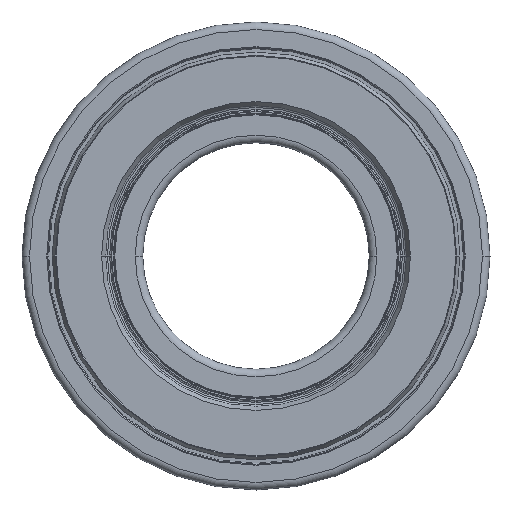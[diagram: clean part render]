
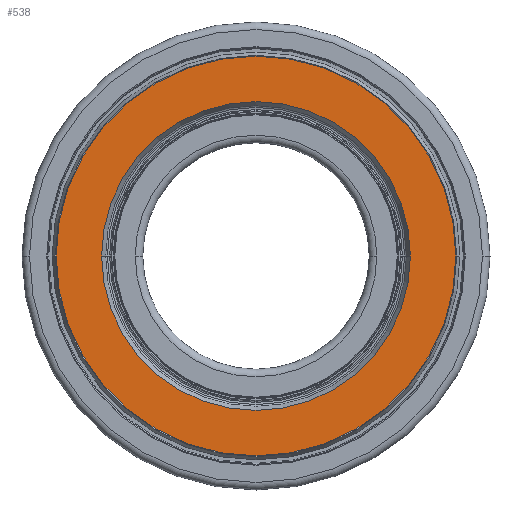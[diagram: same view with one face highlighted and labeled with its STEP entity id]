
A CAD part, left-side view. The second image highlights one B-rep face of the part: STEP entity #538.
In plain terms, the highlighted planar face has unit normal (-1, 0, 0).
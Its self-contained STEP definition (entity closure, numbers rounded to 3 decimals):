
#538=ADVANCED_FACE('',(#1233,#1234),#1235,.F.);
#1233=FACE_OUTER_BOUND('',#2085,.T.);
#1234=FACE_BOUND('',#2086,.T.);
#1235=PLANE('',#2087);
#2085=EDGE_LOOP('',(#3585,#3586));
#2086=EDGE_LOOP('',(#3587,#3588));
#2087=AXIS2_PLACEMENT_3D('',#3589,#3590,#3591);
#3585=ORIENTED_EDGE('',*,*,#5254,.T.);
#3586=ORIENTED_EDGE('',*,*,#5252,.T.);
#3587=ORIENTED_EDGE('',*,*,#5255,.F.);
#3588=ORIENTED_EDGE('',*,*,#5256,.T.);
#3589=CARTESIAN_POINT('',(-7.626,0.0,0.));
#3590=DIRECTION('',(1.0,0.0,0.));
#3591=DIRECTION('',(0.0,-1.0,0.0));
#5252=EDGE_CURVE('',#6280,#6282,#6284,.T.);
#5254=EDGE_CURVE('',#6282,#6280,#6286,.T.);
#5255=EDGE_CURVE('',#6287,#6288,#6289,.T.);
#5256=EDGE_CURVE('',#6287,#6288,#6290,.T.);
#6280=VERTEX_POINT('',#7900);
#6282=VERTEX_POINT('',#7903);
#6284=CIRCLE('',#7906,26.48);
#6286=CIRCLE('',#7908,26.48);
#6287=VERTEX_POINT('',#7909);
#6288=VERTEX_POINT('',#7910);
#6289=CIRCLE('',#7911,20.46);
#6290=CIRCLE('',#7912,20.46);
#7900=CARTESIAN_POINT('',(-7.626,26.48,0.));
#7903=CARTESIAN_POINT('',(-7.626,-26.48,0.));
#7906=AXIS2_PLACEMENT_3D('',#9334,#9335,#9336);
#7908=AXIS2_PLACEMENT_3D('',#9337,#9338,#9339);
#7909=CARTESIAN_POINT('',(-7.626,20.46,0.));
#7910=CARTESIAN_POINT('',(-7.626,-20.46,0.));
#7911=AXIS2_PLACEMENT_3D('',#9340,#9341,#9342);
#7912=AXIS2_PLACEMENT_3D('',#9343,#9344,#9345);
#9334=CARTESIAN_POINT('',(-7.626,0.0,0.));
#9335=DIRECTION('',(-1.0,0.0,0.));
#9336=DIRECTION('',(0.0,1.0,0.0));
#9337=CARTESIAN_POINT('',(-7.626,0.0,0.));
#9338=DIRECTION('',(-1.0,0.0,0.));
#9339=DIRECTION('',(0.0,-1.0,0.0));
#9340=CARTESIAN_POINT('',(-7.626,0.0,0.));
#9341=DIRECTION('',(-1.0,0.0,0.));
#9342=DIRECTION('',(0.0,1.0,0.0));
#9343=CARTESIAN_POINT('',(-7.626,0.0,0.));
#9344=DIRECTION('',(1.0,0.0,0.));
#9345=DIRECTION('',(0.0,1.0,0.0));
